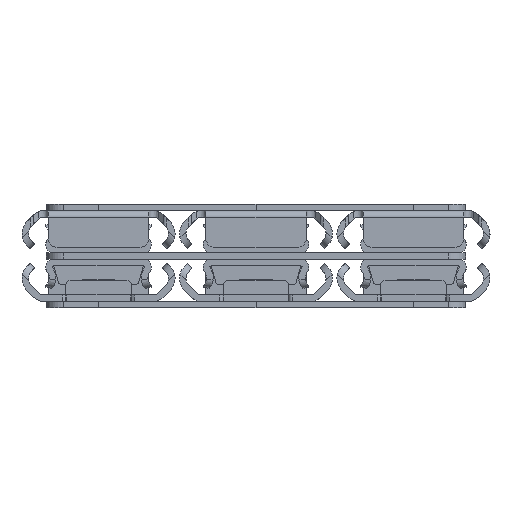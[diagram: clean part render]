
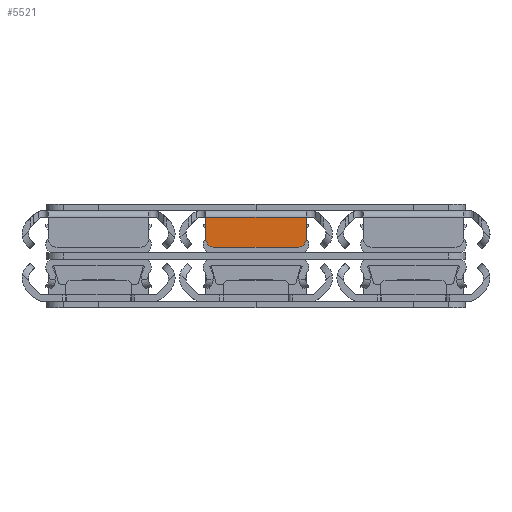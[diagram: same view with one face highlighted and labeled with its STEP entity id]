
A CAD part, left-side view. The second image highlights one B-rep face of the part: STEP entity #5521.
In plain terms, the highlighted face is planar.
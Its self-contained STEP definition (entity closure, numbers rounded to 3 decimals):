
#26 = PLANE ( 'NONE',  #7294 ) ;
#57 = CIRCLE ( 'NONE', #610, 2. ) ;
#139 = AXIS2_PLACEMENT_3D ( 'NONE', #7512, #5583, #2476 ) ;
#311 = CARTESIAN_POINT ( 'NONE',  ( -2.5, -11.5, -457.2 ) ) ;
#323 = EDGE_CURVE ( 'NONE', #6605, #4121, #57, .T. ) ;
#559 = VERTEX_POINT ( 'NONE', #6832 ) ;
#610 = AXIS2_PLACEMENT_3D ( 'NONE', #5218, #4009, #3320 ) ;
#679 = ORIENTED_EDGE ( 'NONE', *, *, #7022, .F. ) ;
#1039 = CARTESIAN_POINT ( 'NONE',  ( 4.9, -11.5, -457.2 ) ) ;
#1149 = EDGE_CURVE ( 'NONE', #6571, #4121, #2485, .T. ) ;
#1154 = LINE ( 'NONE', #2475, #1345 ) ;
#1345 = VECTOR ( 'NONE', #1900, 1000. ) ;
#1454 = VERTEX_POINT ( 'NONE', #1039 ) ;
#1537 = CARTESIAN_POINT ( 'NONE',  ( 0., 0., -457.2 ) ) ;
#1900 = DIRECTION ( 'NONE',  ( 0., 1., 0. ) ) ;
#1934 = CARTESIAN_POINT ( 'NONE',  ( 6.9, 9.5, -457.2 ) ) ;
#2080 = VECTOR ( 'NONE', #3384, 1000. ) ;
#2406 = EDGE_LOOP ( 'NONE', ( #5553, #6317, #2514, #679, #6999, #6054 ) ) ;
#2415 = VERTEX_POINT ( 'NONE', #5767 ) ;
#2475 = CARTESIAN_POINT ( 'NONE',  ( 6.9, 0., -457.2 ) ) ;
#2476 = DIRECTION ( 'NONE',  ( 1., 0., 0. ) ) ;
#2485 = LINE ( 'NONE', #5620, #7075 ) ;
#2514 = ORIENTED_EDGE ( 'NONE', *, *, #323, .F. ) ;
#3148 = DIRECTION ( 'NONE',  ( 1., 0., 0. ) ) ;
#3175 = DIRECTION ( 'NONE',  ( 0., 0., 1. ) ) ;
#3320 = DIRECTION ( 'NONE',  ( -1., 0., 0. ) ) ;
#3384 = DIRECTION ( 'NONE',  ( -1., 0., 0. ) ) ;
#3521 = VECTOR ( 'NONE', #4036, 1000. ) ;
#3688 = EDGE_CURVE ( 'NONE', #1454, #559, #5697, .T. ) ;
#3900 = CARTESIAN_POINT ( 'NONE',  ( 0., 11.5, -457.2 ) ) ;
#4009 = DIRECTION ( 'NONE',  ( 0., 0., 1. ) ) ;
#4036 = DIRECTION ( 'NONE',  ( 0., -1., 0. ) ) ;
#4104 = CARTESIAN_POINT ( 'NONE',  ( 4.9, 11.5, -457.2 ) ) ;
#4121 = VERTEX_POINT ( 'NONE', #4104 ) ;
#4487 = EDGE_CURVE ( 'NONE', #1454, #2415, #7349, .T. ) ;
#4525 = CARTESIAN_POINT ( 'NONE',  ( 1.5, 12.665, -457.2 ) ) ;
#5174 = LINE ( 'NONE', #1537, #3521 ) ;
#5218 = CARTESIAN_POINT ( 'NONE',  ( 4.9, 9.5, -457.2 ) ) ;
#5521 = ADVANCED_FACE ( 'NONE', ( #7795 ), #26, .F. ) ;
#5553 = ORIENTED_EDGE ( 'NONE', *, *, #6745, .F. ) ;
#5583 = DIRECTION ( 'NONE',  ( 0., 0., 1. ) ) ;
#5620 = CARTESIAN_POINT ( 'NONE',  ( -2.5, 11.5, -457.2 ) ) ;
#5638 = DIRECTION ( 'NONE',  ( 1., 0., 0. ) ) ;
#5697 = CIRCLE ( 'NONE', #139, 2. ) ;
#5767 = CARTESIAN_POINT ( 'NONE',  ( 0., -11.5, -457.2 ) ) ;
#6054 = ORIENTED_EDGE ( 'NONE', *, *, #4487, .T. ) ;
#6317 = ORIENTED_EDGE ( 'NONE', *, *, #1149, .T. ) ;
#6571 = VERTEX_POINT ( 'NONE', #3900 ) ;
#6605 = VERTEX_POINT ( 'NONE', #1934 ) ;
#6745 = EDGE_CURVE ( 'NONE', #6571, #2415, #5174, .T. ) ;
#6832 = CARTESIAN_POINT ( 'NONE',  ( 6.9, -9.5, -457.2 ) ) ;
#6999 = ORIENTED_EDGE ( 'NONE', *, *, #3688, .F. ) ;
#7022 = EDGE_CURVE ( 'NONE', #559, #6605, #1154, .T. ) ;
#7075 = VECTOR ( 'NONE', #3148, 1000. ) ;
#7294 = AXIS2_PLACEMENT_3D ( 'NONE', #4525, #3175, #5638 ) ;
#7349 = LINE ( 'NONE', #311, #2080 ) ;
#7512 = CARTESIAN_POINT ( 'NONE',  ( 4.9, -9.5, -457.2 ) ) ;
#7795 = FACE_OUTER_BOUND ( 'NONE', #2406, .T. ) ;
